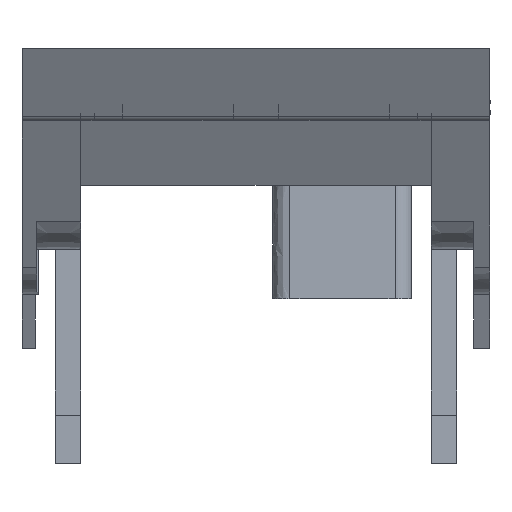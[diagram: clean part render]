
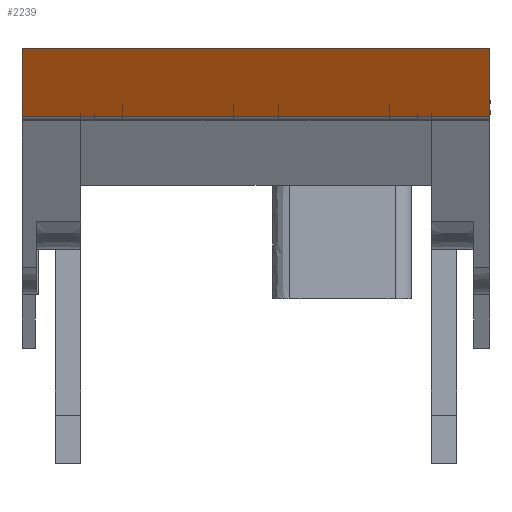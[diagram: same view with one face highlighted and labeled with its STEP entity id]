
A CAD part, front view. The second image highlights one B-rep face of the part: STEP entity #2239.
In plain terms, the highlighted planar face has unit normal (0, -0.873, -0.489).
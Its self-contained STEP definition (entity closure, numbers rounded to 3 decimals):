
#2219=AXIS2_PLACEMENT_3D('Plane Axis2P3D',#2216,#2217,#2218) ;
#174=CARTESIAN_POINT('Vertex',(0.,1.425,12.955)) ;
#177=CARTESIAN_POINT('Line Origine',(0.,0.713,14.227)) ;
#181=CARTESIAN_POINT('Vertex',(0.,0.,15.5)) ;
#2119=CARTESIAN_POINT('Line Origine',(8.75,0.,15.5)) ;
#2123=CARTESIAN_POINT('Vertex',(17.5,0.,15.5)) ;
#2216=CARTESIAN_POINT('Axis2P3D Location',(11.25,1.507,12.809)) ;
#2221=CARTESIAN_POINT('Line Origine',(8.75,1.425,12.955)) ;
#2225=CARTESIAN_POINT('Vertex',(17.5,1.425,12.955)) ;
#2228=CARTESIAN_POINT('Line Origine',(17.5,0.713,14.227)) ;
#178=DIRECTION('Vector Direction',(0.,-0.489,0.872)) ;
#2120=DIRECTION('Vector Direction',(-1.,0.,0.)) ;
#2217=DIRECTION('Axis2P3D Direction',(0.,0.872,0.489)) ;
#2218=DIRECTION('Axis2P3D XDirection',(0.,-0.489,0.872)) ;
#2222=DIRECTION('Vector Direction',(1.,0.,0.)) ;
#2229=DIRECTION('Vector Direction',(0.,-0.489,0.872)) ;
#179=VECTOR('Line Direction',#178,1.) ;
#2121=VECTOR('Line Direction',#2120,1.) ;
#2223=VECTOR('Line Direction',#2222,1.) ;
#2230=VECTOR('Line Direction',#2229,1.) ;
#2234=ORIENTED_EDGE('',*,*,#2227,.T.) ;
#2235=ORIENTED_EDGE('',*,*,#2232,.F.) ;
#2236=ORIENTED_EDGE('',*,*,#2125,.F.) ;
#2237=ORIENTED_EDGE('',*,*,#183,.F.) ;
#2239=ADVANCED_FACE('FRONT',(#2238),#2220,.F.) ;
#183=EDGE_CURVE('',#175,#182,#180,.T.) ;
#2125=EDGE_CURVE('',#182,#2124,#2122,.F.) ;
#2227=EDGE_CURVE('',#175,#2226,#2224,.T.) ;
#2232=EDGE_CURVE('',#2124,#2226,#2231,.F.) ;
#2233=EDGE_LOOP('',(#2234,#2235,#2236,#2237)) ;
#2238=FACE_OUTER_BOUND('',#2233,.T.) ;
#180=LINE('Line',#177,#179) ;
#2122=LINE('Line',#2119,#2121) ;
#2224=LINE('Line',#2221,#2223) ;
#2231=LINE('Line',#2228,#2230) ;
#2220=PLANE('',#2219) ;
#175=VERTEX_POINT('',#174) ;
#182=VERTEX_POINT('',#181) ;
#2124=VERTEX_POINT('',#2123) ;
#2226=VERTEX_POINT('',#2225) ;
